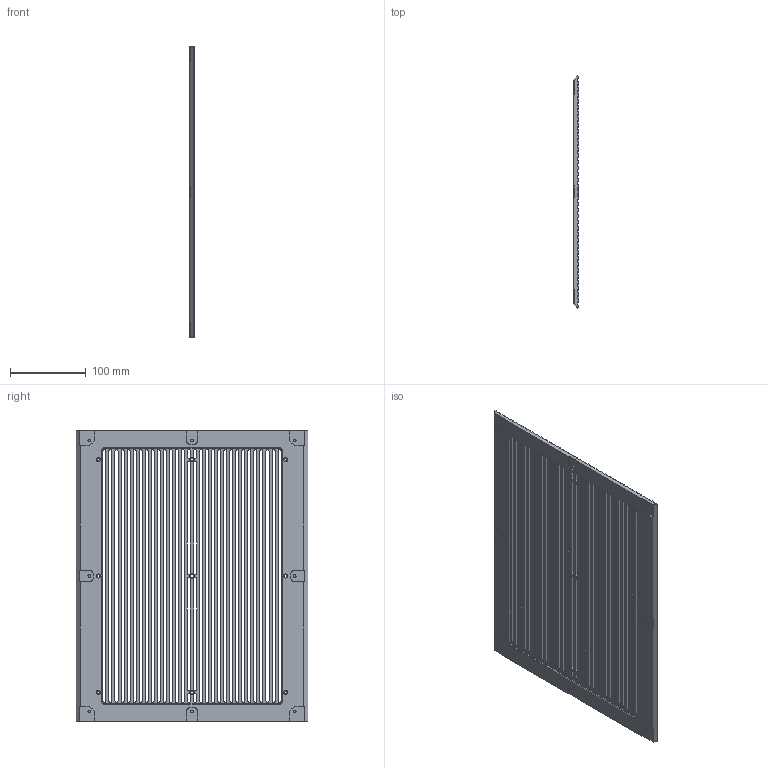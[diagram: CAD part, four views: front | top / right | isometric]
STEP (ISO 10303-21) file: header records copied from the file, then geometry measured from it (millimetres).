
FILE_DESCRIPTION(/* description */ (''),/* implementation_level */ '2;1');
FILE_NAME(/* name */ 'Part 1 - Side.step',/* time_stamp */ '2025-08-07T17:48:39+07:00',/* author */ (''),/* organization */ (''),/* preprocessor_version */ 'ST-DEVELOPER v20.1',/* originating_system */ 'Autodesk Translation Framework v14.10.0.0',/* authorisation */ '');
FILE_SCHEMA (('AUTOMOTIVE_DESIGN { 1 0 10303 214 3 1 1 }'));
Length unit declared in the file: millimetre
Products named in the file (2): Part 1 - Side_2; Part 1 - Side_4
Assembly tree (1 placements, depth 2):
  Part 1 - Side_2
    Part 1 - Side_4
Bounding box: 6 x 307 x 385 mm (x, y, z)
Volume: 313198.2 mm3; surface area: 234828.6 mm2
Topology: 1 solids, 1 shells, 363 faces, 1135 edges, 751 vertices
Faces by surface type: plane 245, cylinder 105, cone 13
Full cylindrical faces by diameter (mm): 3.5 x17
Entity records: 12776 total; most frequent: ORIENTED_EDGE 2270, CARTESIAN_POINT 2252, DIRECTION 2090, EDGE_CURVE 1135, LINE 912, VECTOR 912, VERTEX_POINT 751, AXIS2_PLACEMENT_3D 589
